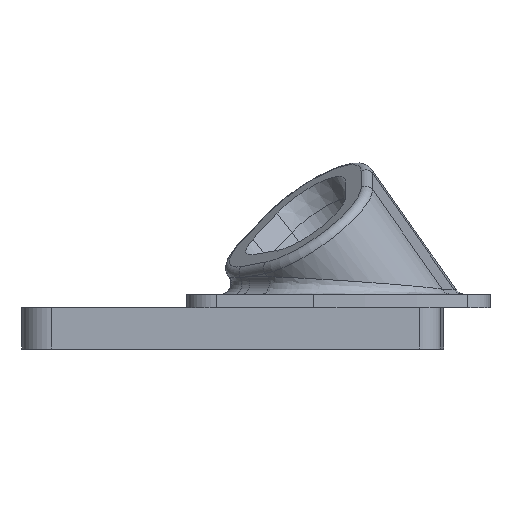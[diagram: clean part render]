
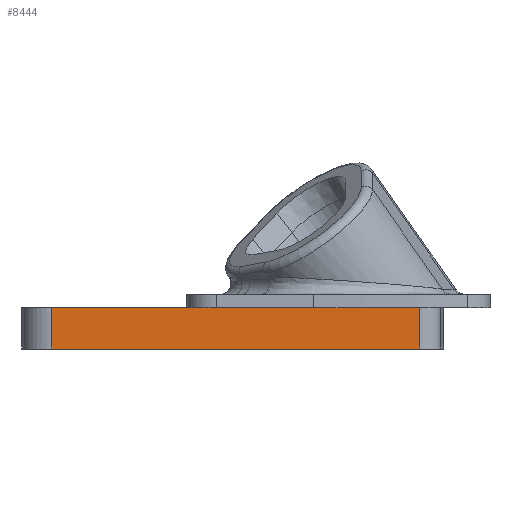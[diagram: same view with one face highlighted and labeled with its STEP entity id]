
A CAD part, left-side view. The second image highlights one B-rep face of the part: STEP entity #8444.
In plain terms, the highlighted planar face has unit normal (-1, 0, 0).
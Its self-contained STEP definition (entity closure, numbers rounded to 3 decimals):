
#4171 = PLANE('',#4172);
#4172 = AXIS2_PLACEMENT_3D('',#4173,#4174,#4175);
#4173 = CARTESIAN_POINT('',(0.,0.,-1.6));
#4174 = DIRECTION('',(0.,0.,1.));
#4175 = DIRECTION('',(1.,0.,0.));
#4634 = VERTEX_POINT('',#4635);
#4635 = CARTESIAN_POINT('',(-72.8,18.4,-1.6));
#4649 = PLANE('',#4650);
#4650 = AXIS2_PLACEMENT_3D('',#4651,#4652,#4653);
#4651 = CARTESIAN_POINT('',(0.,12.8,-1.6));
#4652 = DIRECTION('',(0.,0.,-1.));
#4653 = DIRECTION('',(-1.,0.,0.));
#6822 = EDGE_CURVE('',#4634,#6823,#6825,.T.);
#6823 = VERTEX_POINT('',#6824);
#6824 = CARTESIAN_POINT('',(-72.8,-9.8,-1.6));
#6825 = SURFACE_CURVE('',#6826,(#6830,#6837),.PCURVE_S1.);
#6826 = LINE('',#6827,#6828);
#6827 = CARTESIAN_POINT('',(-72.8,-4.9,-1.6));
#6828 = VECTOR('',#6829,1.);
#6829 = DIRECTION('',(0.,-1.,0.));
#6830 = PCURVE('',#4171,#6831);
#6831 = DEFINITIONAL_REPRESENTATION('',(#6832),#6836);
#6832 = LINE('',#6833,#6834);
#6833 = CARTESIAN_POINT('',(-72.8,-4.9));
#6834 = VECTOR('',#6835,1.);
#6835 = DIRECTION('',(0.,-1.));
#6836 = ( GEOMETRIC_REPRESENTATION_CONTEXT(2) 
PARAMETRIC_REPRESENTATION_CONTEXT() REPRESENTATION_CONTEXT('2D SPACE',''
  ) );
#6837 = PCURVE('',#6838,#6843);
#6838 = PLANE('',#6839);
#6839 = AXIS2_PLACEMENT_3D('',#6840,#6841,#6842);
#6840 = CARTESIAN_POINT('',(-72.8,-9.8,-1.6));
#6841 = DIRECTION('',(-1.,0.,0.));
#6842 = DIRECTION('',(0.,1.,0.));
#6843 = DEFINITIONAL_REPRESENTATION('',(#6844),#6848);
#6844 = LINE('',#6845,#6846);
#6845 = CARTESIAN_POINT('',(4.9,0.));
#6846 = VECTOR('',#6847,1.);
#6847 = DIRECTION('',(-1.,0.));
#6848 = ( GEOMETRIC_REPRESENTATION_CONTEXT(2) 
PARAMETRIC_REPRESENTATION_CONTEXT() REPRESENTATION_CONTEXT('2D SPACE',''
  ) );
#6867 = CYLINDRICAL_SURFACE('',#6868,2.6);
#6868 = AXIS2_PLACEMENT_3D('',#6869,#6870,#6871);
#6869 = CARTESIAN_POINT('',(-70.2,-9.8,-1.6));
#6870 = DIRECTION('',(0.,0.,-1.));
#6871 = DIRECTION('',(0.,-1.,0.));
#7393 = VERTEX_POINT('',#7394);
#7394 = CARTESIAN_POINT('',(-72.8,34.8,-1.6));
#7409 = CYLINDRICAL_SURFACE('',#7410,3.6);
#7410 = AXIS2_PLACEMENT_3D('',#7411,#7412,#7413);
#7411 = CARTESIAN_POINT('',(-69.2,34.8,-1.6));
#7412 = DIRECTION('',(0.,0.,-1.));
#7413 = DIRECTION('',(-1.,0.,0.));
#7421 = EDGE_CURVE('',#4634,#7393,#7422,.T.);
#7422 = SURFACE_CURVE('',#7423,(#7427,#7434),.PCURVE_S1.);
#7423 = LINE('',#7424,#7425);
#7424 = CARTESIAN_POINT('',(-72.8,-9.8,-1.6));
#7425 = VECTOR('',#7426,1.);
#7426 = DIRECTION('',(0.,1.,0.));
#7427 = PCURVE('',#4649,#7428);
#7428 = DEFINITIONAL_REPRESENTATION('',(#7429),#7433);
#7429 = LINE('',#7430,#7431);
#7430 = CARTESIAN_POINT('',(72.8,-22.6));
#7431 = VECTOR('',#7432,1.);
#7432 = DIRECTION('',(0.,1.));
#7433 = ( GEOMETRIC_REPRESENTATION_CONTEXT(2) 
PARAMETRIC_REPRESENTATION_CONTEXT() REPRESENTATION_CONTEXT('2D SPACE',''
  ) );
#7434 = PCURVE('',#6838,#7435);
#7435 = DEFINITIONAL_REPRESENTATION('',(#7436),#7440);
#7436 = LINE('',#7437,#7438);
#7437 = CARTESIAN_POINT('',(0.,0.));
#7438 = VECTOR('',#7439,1.);
#7439 = DIRECTION('',(1.,0.));
#7440 = ( GEOMETRIC_REPRESENTATION_CONTEXT(2) 
PARAMETRIC_REPRESENTATION_CONTEXT() REPRESENTATION_CONTEXT('2D SPACE',''
  ) );
#8444 = ADVANCED_FACE('',(#8445),#6838,.T.);
#8445 = FACE_BOUND('',#8446,.T.);
#8446 = EDGE_LOOP('',(#8447,#8448,#8449,#8472,#8500));
#8447 = ORIENTED_EDGE('',*,*,#6822,.F.);
#8448 = ORIENTED_EDGE('',*,*,#7421,.T.);
#8449 = ORIENTED_EDGE('',*,*,#8450,.T.);
#8450 = EDGE_CURVE('',#7393,#8451,#8453,.T.);
#8451 = VERTEX_POINT('',#8452);
#8452 = CARTESIAN_POINT('',(-72.8,34.8,-6.6));
#8453 = SURFACE_CURVE('',#8454,(#8458,#8465),.PCURVE_S1.);
#8454 = LINE('',#8455,#8456);
#8455 = CARTESIAN_POINT('',(-72.8,34.8,-1.6));
#8456 = VECTOR('',#8457,1.);
#8457 = DIRECTION('',(0.,0.,-1.));
#8458 = PCURVE('',#6838,#8459);
#8459 = DEFINITIONAL_REPRESENTATION('',(#8460),#8464);
#8460 = LINE('',#8461,#8462);
#8461 = CARTESIAN_POINT('',(44.6,0.));
#8462 = VECTOR('',#8463,1.);
#8463 = DIRECTION('',(0.,1.));
#8464 = ( GEOMETRIC_REPRESENTATION_CONTEXT(2) 
PARAMETRIC_REPRESENTATION_CONTEXT() REPRESENTATION_CONTEXT('2D SPACE',''
  ) );
#8465 = PCURVE('',#7409,#8466);
#8466 = DEFINITIONAL_REPRESENTATION('',(#8467),#8471);
#8467 = LINE('',#8468,#8469);
#8468 = CARTESIAN_POINT('',(0.,0.));
#8469 = VECTOR('',#8470,1.);
#8470 = DIRECTION('',(0.,1.));
#8471 = ( GEOMETRIC_REPRESENTATION_CONTEXT(2) 
PARAMETRIC_REPRESENTATION_CONTEXT() REPRESENTATION_CONTEXT('2D SPACE',''
  ) );
#8472 = ORIENTED_EDGE('',*,*,#8473,.F.);
#8473 = EDGE_CURVE('',#8474,#8451,#8476,.T.);
#8474 = VERTEX_POINT('',#8475);
#8475 = CARTESIAN_POINT('',(-72.8,-9.8,-6.6));
#8476 = SURFACE_CURVE('',#8477,(#8481,#8488),.PCURVE_S1.);
#8477 = LINE('',#8478,#8479);
#8478 = CARTESIAN_POINT('',(-72.8,-9.8,-6.6));
#8479 = VECTOR('',#8480,1.);
#8480 = DIRECTION('',(0.,1.,0.));
#8481 = PCURVE('',#6838,#8482);
#8482 = DEFINITIONAL_REPRESENTATION('',(#8483),#8487);
#8483 = LINE('',#8484,#8485);
#8484 = CARTESIAN_POINT('',(0.,5.));
#8485 = VECTOR('',#8486,1.);
#8486 = DIRECTION('',(1.,0.));
#8487 = ( GEOMETRIC_REPRESENTATION_CONTEXT(2) 
PARAMETRIC_REPRESENTATION_CONTEXT() REPRESENTATION_CONTEXT('2D SPACE',''
  ) );
#8488 = PCURVE('',#8489,#8494);
#8489 = PLANE('',#8490);
#8490 = AXIS2_PLACEMENT_3D('',#8491,#8492,#8493);
#8491 = CARTESIAN_POINT('',(0.,12.8,-6.6));
#8492 = DIRECTION('',(0.,0.,-1.));
#8493 = DIRECTION('',(-1.,0.,0.));
#8494 = DEFINITIONAL_REPRESENTATION('',(#8495),#8499);
#8495 = LINE('',#8496,#8497);
#8496 = CARTESIAN_POINT('',(72.8,-22.6));
#8497 = VECTOR('',#8498,1.);
#8498 = DIRECTION('',(0.,1.));
#8499 = ( GEOMETRIC_REPRESENTATION_CONTEXT(2) 
PARAMETRIC_REPRESENTATION_CONTEXT() REPRESENTATION_CONTEXT('2D SPACE',''
  ) );
#8500 = ORIENTED_EDGE('',*,*,#8501,.F.);
#8501 = EDGE_CURVE('',#6823,#8474,#8502,.T.);
#8502 = SURFACE_CURVE('',#8503,(#8507,#8514),.PCURVE_S1.);
#8503 = LINE('',#8504,#8505);
#8504 = CARTESIAN_POINT('',(-72.8,-9.8,-1.6));
#8505 = VECTOR('',#8506,1.);
#8506 = DIRECTION('',(0.,0.,-1.));
#8507 = PCURVE('',#6838,#8508);
#8508 = DEFINITIONAL_REPRESENTATION('',(#8509),#8513);
#8509 = LINE('',#8510,#8511);
#8510 = CARTESIAN_POINT('',(0.,0.));
#8511 = VECTOR('',#8512,1.);
#8512 = DIRECTION('',(0.,1.));
#8513 = ( GEOMETRIC_REPRESENTATION_CONTEXT(2) 
PARAMETRIC_REPRESENTATION_CONTEXT() REPRESENTATION_CONTEXT('2D SPACE',''
  ) );
#8514 = PCURVE('',#6867,#8515);
#8515 = DEFINITIONAL_REPRESENTATION('',(#8516),#8520);
#8516 = LINE('',#8517,#8518);
#8517 = CARTESIAN_POINT('',(1.571,0.));
#8518 = VECTOR('',#8519,1.);
#8519 = DIRECTION('',(0.,1.));
#8520 = ( GEOMETRIC_REPRESENTATION_CONTEXT(2) 
PARAMETRIC_REPRESENTATION_CONTEXT() REPRESENTATION_CONTEXT('2D SPACE',''
  ) );
